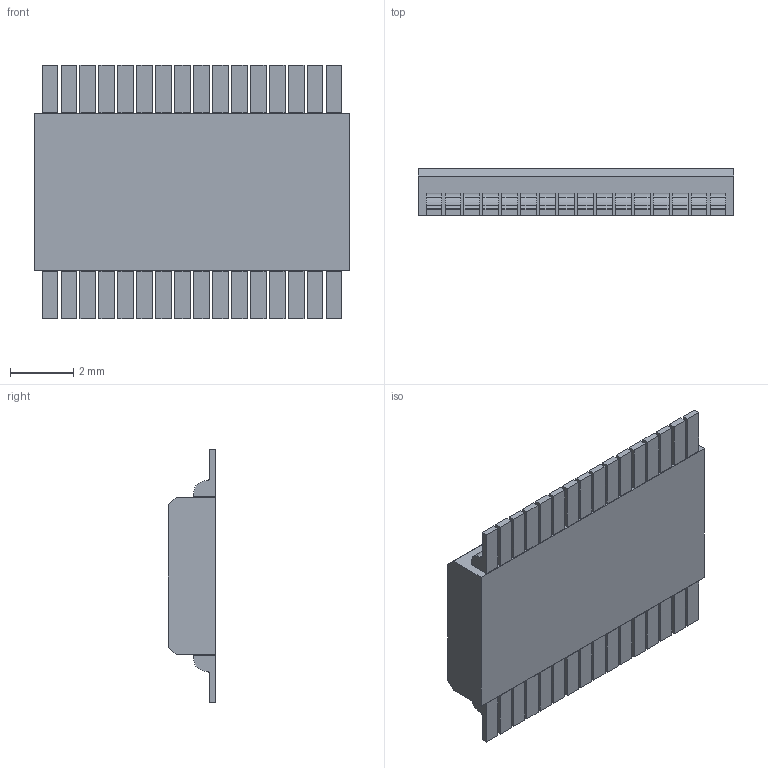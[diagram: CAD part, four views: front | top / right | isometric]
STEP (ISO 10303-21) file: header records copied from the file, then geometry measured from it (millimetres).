
FILE_DESCRIPTION (( 'STEP AP203' ), '1' );
FILE_NAME ('Chip.step_Default_sldprt.STEP', '2024-05-06T01:20:04', ( '' ), ( '' ), 'SwSTEP 2.0', 'SolidWorks 2021', '' );
FILE_SCHEMA (( 'CONFIG_CONTROL_DESIGN' ));
Length unit declared in the file: millimetre
Products named in the file (1): Chip.step_Default_sldprt
Bounding box: 10 x 1.5 x 8.03 mm (x, y, z)
Volume: 82.6 mm3; surface area: 242.4 mm2
Topology: 33 solids, 33 shells, 363 faces, 888 edges, 592 vertices
Faces by surface type: plane 233, cylinder 130
Entity records: 10715 total; most frequent: DIRECTION 1876, CARTESIAN_POINT 1844, ORIENTED_EDGE 1776, EDGE_CURVE 888, LINE 628, VECTOR 628, AXIS2_PLACEMENT_3D 624, VERTEX_POINT 592
